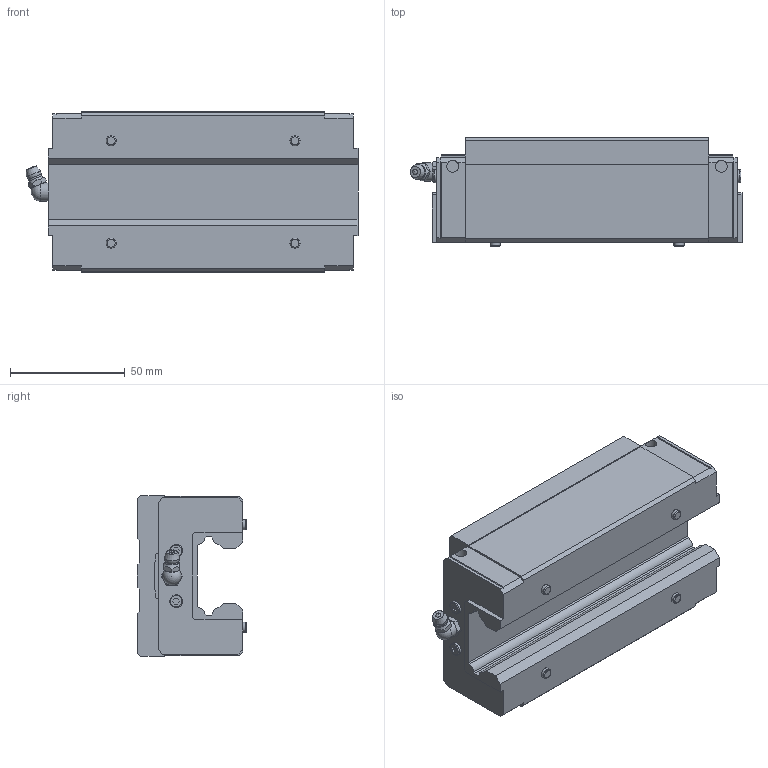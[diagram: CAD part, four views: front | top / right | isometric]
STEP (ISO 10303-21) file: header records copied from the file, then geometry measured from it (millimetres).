
FILE_DESCRIPTION(/* description */ ('STEP AP214'),/* implementation_level */ '2;1');
FILE_NAME(/* name */ 'HSR35LR1SS(GK) BLOCK(B-M6F1)',/* time_stamp */ '2023-02-06T12:49:18+01:00',/* author */ ('License CC BY-ND 4.0'),/* organization */ ('CADENAS'),/* preprocessor_version */ 'ST-DEVELOPER v18.102',/* originating_system */ 'PARTsolutions',/* authorisation */ ' ');
FILE_SCHEMA (('AUTOMOTIVE_DESIGN {1 0 10303 214 3 1 1}'));
Length unit declared in the file: millimetre
Products named in the file (3): HSR35LR1SS(GK) BLOCK(B-M6F1); hsr_ftht_B-M6F_grease_nipple_joint; HSR35LRSSB-M6F11R2S
Assembly tree (2 placements, depth 2):
  HSR35LR1SS(GK) BLOCK(B-M6F1)
    hsr_ftht_B-M6F_grease_nipple_joint
    HSR35LRSSB-M6F11R2S
Bounding box: 144.4 x 47.5 x 70 mm (x, y, z)
Volume: 325381.6 mm3; surface area: 44167.3 mm2
Topology: 2 solids, 2 shells, 222 faces, 574 edges, 371 vertices
Faces by surface type: plane 158, cylinder 30, cone 21, torus 10, sphere 3
Full cylindrical faces by diameter (mm): 4.369 x4, 4.917 x2, 5.2 x4, 5.7 x4, 6 x1, 6.2 x2, 6.647 x4, 8 x1
Entity records: 6433 total; most frequent: CARTESIAN_POINT 1194, DIRECTION 1032, ORIENTED_EDGE 1016, EDGE_CURVE 508, LINE 386, VECTOR 386, VERTEX_POINT 361, AXIS2_PLACEMENT_3D 323
